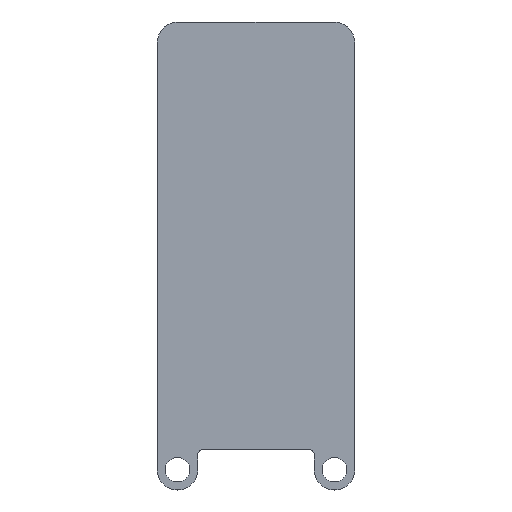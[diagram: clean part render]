
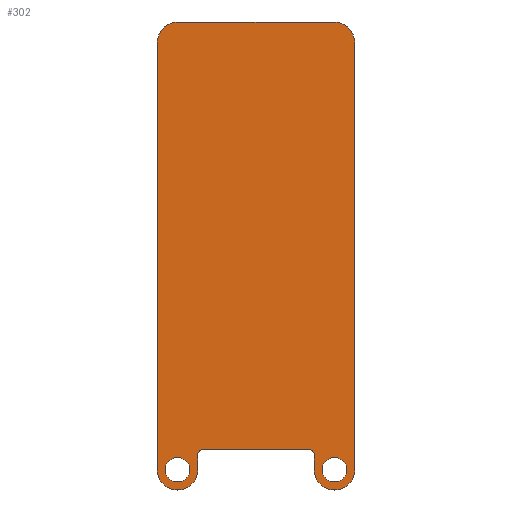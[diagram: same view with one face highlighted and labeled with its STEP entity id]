
A CAD part, top view. The second image highlights one B-rep face of the part: STEP entity #302.
In plain terms, the highlighted planar face has unit normal (0, 0, 1).
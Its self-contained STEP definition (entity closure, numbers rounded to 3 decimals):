
#17=FACE_BOUND('',#55,.T.);
#18=FACE_BOUND('',#56,.T.);
#20=PLANE('',#348);
#36=FACE_OUTER_BOUND('',#54,.T.);
#54=EDGE_LOOP('',(#247,#248,#249,#250,#251,#252,#253,#254,#255,#256,#257,
#258));
#55=EDGE_LOOP('',(#259));
#56=EDGE_LOOP('',(#260));
#83=LINE('',#522,#109);
#84=LINE('',#523,#110);
#85=LINE('',#524,#111);
#86=LINE('',#525,#112);
#87=LINE('',#526,#113);
#88=LINE('',#527,#114);
#109=VECTOR('',#429,10.);
#110=VECTOR('',#430,10.);
#111=VECTOR('',#431,10.);
#112=VECTOR('',#432,10.);
#113=VECTOR('',#433,10.);
#114=VECTOR('',#434,10.);
#116=CIRCLE('',#325,1.9);
#118=CIRCLE('',#328,0.5);
#120=CIRCLE('',#331,0.5);
#122=CIRCLE('',#334,1.9);
#123=CIRCLE('',#336,2.);
#125=CIRCLE('',#339,2.);
#128=CIRCLE('',#343,1.15);
#130=CIRCLE('',#346,1.15);
#133=VERTEX_POINT('',#452);
#134=VERTEX_POINT('',#454);
#137=VERTEX_POINT('',#461);
#138=VERTEX_POINT('',#463);
#141=VERTEX_POINT('',#470);
#142=VERTEX_POINT('',#472);
#145=VERTEX_POINT('',#479);
#146=VERTEX_POINT('',#481);
#147=VERTEX_POINT('',#485);
#149=VERTEX_POINT('',#488);
#151=VERTEX_POINT('',#494);
#153=VERTEX_POINT('',#497);
#156=VERTEX_POINT('',#505);
#158=VERTEX_POINT('',#511);
#161=EDGE_CURVE('',#134,#133,#116,.T.);
#165=EDGE_CURVE('',#138,#137,#118,.T.);
#169=EDGE_CURVE('',#142,#141,#120,.T.);
#173=EDGE_CURVE('',#146,#145,#122,.T.);
#176=EDGE_CURVE('',#149,#147,#123,.T.);
#180=EDGE_CURVE('',#153,#151,#125,.T.);
#185=EDGE_CURVE('',#156,#156,#128,.T.);
#188=EDGE_CURVE('',#158,#158,#130,.T.);
#195=EDGE_CURVE('',#138,#133,#83,.T.);
#196=EDGE_CURVE('',#142,#137,#84,.T.);
#197=EDGE_CURVE('',#146,#141,#85,.T.);
#198=EDGE_CURVE('',#149,#145,#86,.T.);
#199=EDGE_CURVE('',#153,#147,#87,.T.);
#200=EDGE_CURVE('',#134,#151,#88,.T.);
#247=ORIENTED_EDGE('',*,*,#161,.T.);
#248=ORIENTED_EDGE('',*,*,#195,.F.);
#249=ORIENTED_EDGE('',*,*,#165,.T.);
#250=ORIENTED_EDGE('',*,*,#196,.F.);
#251=ORIENTED_EDGE('',*,*,#169,.T.);
#252=ORIENTED_EDGE('',*,*,#197,.F.);
#253=ORIENTED_EDGE('',*,*,#173,.T.);
#254=ORIENTED_EDGE('',*,*,#198,.F.);
#255=ORIENTED_EDGE('',*,*,#176,.T.);
#256=ORIENTED_EDGE('',*,*,#199,.F.);
#257=ORIENTED_EDGE('',*,*,#180,.T.);
#258=ORIENTED_EDGE('',*,*,#200,.F.);
#259=ORIENTED_EDGE('',*,*,#188,.T.);
#260=ORIENTED_EDGE('',*,*,#185,.T.);
#302=ADVANCED_FACE('',(#36,#17,#18),#20,.T.);
#325=AXIS2_PLACEMENT_3D('',#455,#362,#363);
#328=AXIS2_PLACEMENT_3D('',#464,#370,#371);
#331=AXIS2_PLACEMENT_3D('',#473,#378,#379);
#334=AXIS2_PLACEMENT_3D('',#482,#386,#387);
#336=AXIS2_PLACEMENT_3D('',#489,#392,#393);
#339=AXIS2_PLACEMENT_3D('',#498,#400,#401);
#343=AXIS2_PLACEMENT_3D('',#507,#410,#411);
#346=AXIS2_PLACEMENT_3D('',#513,#417,#418);
#348=AXIS2_PLACEMENT_3D('',#521,#427,#428);
#362=DIRECTION('center_axis',(0.,0.,1.));
#363=DIRECTION('ref_axis',(1.,0.,0.));
#370=DIRECTION('center_axis',(0.,0.,-1.));
#371=DIRECTION('ref_axis',(0.,1.,0.));
#378=DIRECTION('center_axis',(0.,0.,-1.));
#379=DIRECTION('ref_axis',(1.,0.,0.));
#386=DIRECTION('center_axis',(0.,0.,1.));
#387=DIRECTION('ref_axis',(1.,0.,0.));
#392=DIRECTION('center_axis',(0.,0.,1.));
#393=DIRECTION('ref_axis',(0.,1.,0.));
#400=DIRECTION('center_axis',(0.,0.,1.));
#401=DIRECTION('ref_axis',(0.,1.,0.));
#410=DIRECTION('center_axis',(0.,0.,-1.));
#411=DIRECTION('ref_axis',(-1.,0.,0.));
#417=DIRECTION('center_axis',(0.,0.,-1.));
#418=DIRECTION('ref_axis',(-1.,0.,0.));
#427=DIRECTION('center_axis',(0.,0.,1.));
#428=DIRECTION('ref_axis',(1.,0.,0.));
#429=DIRECTION('',(0.,-1.,0.));
#430=DIRECTION('',(-1.,0.,0.));
#431=DIRECTION('',(0.,1.,0.));
#432=DIRECTION('',(0.,-1.,0.));
#433=DIRECTION('',(1.,0.,0.));
#434=DIRECTION('',(0.,1.,0.));
#452=CARTESIAN_POINT('',(-5.45,-21.9,2.6));
#454=CARTESIAN_POINT('',(-9.25,-21.9,2.6));
#455=CARTESIAN_POINT('Origin',(-7.35,-21.9,2.6));
#461=CARTESIAN_POINT('',(-4.95,-20.,2.6));
#463=CARTESIAN_POINT('',(-5.45,-20.5,2.6));
#464=CARTESIAN_POINT('Origin',(-4.95,-20.5,2.6));
#470=CARTESIAN_POINT('',(5.45,-20.5,2.6));
#472=CARTESIAN_POINT('',(4.95,-20.,2.6));
#473=CARTESIAN_POINT('Origin',(4.95,-20.5,2.6));
#479=CARTESIAN_POINT('',(9.25,-21.9,2.6));
#481=CARTESIAN_POINT('',(5.45,-21.9,2.6));
#482=CARTESIAN_POINT('Origin',(7.35,-21.9,2.6));
#485=CARTESIAN_POINT('',(7.25,20.,2.6));
#488=CARTESIAN_POINT('',(9.25,18.,2.6));
#489=CARTESIAN_POINT('Origin',(7.25,18.,2.6));
#494=CARTESIAN_POINT('',(-9.25,18.,2.6));
#497=CARTESIAN_POINT('',(-7.25,20.,2.6));
#498=CARTESIAN_POINT('Origin',(-7.25,18.,2.6));
#505=CARTESIAN_POINT('',(8.5,-21.9,2.6));
#507=CARTESIAN_POINT('Origin',(7.35,-21.9,2.6));
#511=CARTESIAN_POINT('',(-6.2,-21.9,2.6));
#513=CARTESIAN_POINT('Origin',(-7.35,-21.9,2.6));
#521=CARTESIAN_POINT('Origin',(0.,-15.087,2.6));
#522=CARTESIAN_POINT('',(-5.45,-18.144,2.6));
#523=CARTESIAN_POINT('',(0.,-20.,2.6));
#524=CARTESIAN_POINT('',(5.45,-18.144,2.6));
#525=CARTESIAN_POINT('',(9.25,-8.519,2.6));
#526=CARTESIAN_POINT('',(0.,20.,2.6));
#527=CARTESIAN_POINT('',(-9.25,-8.519,2.6));
